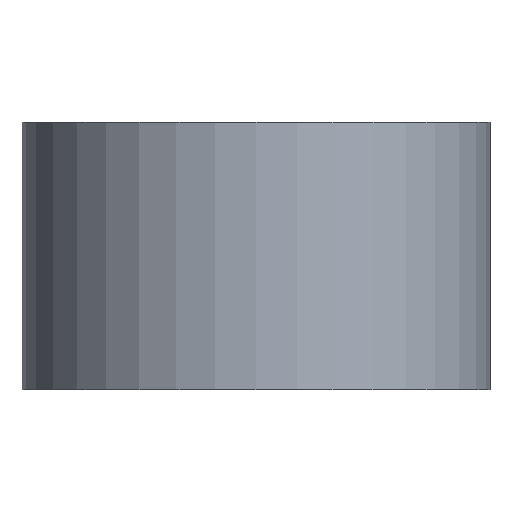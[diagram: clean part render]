
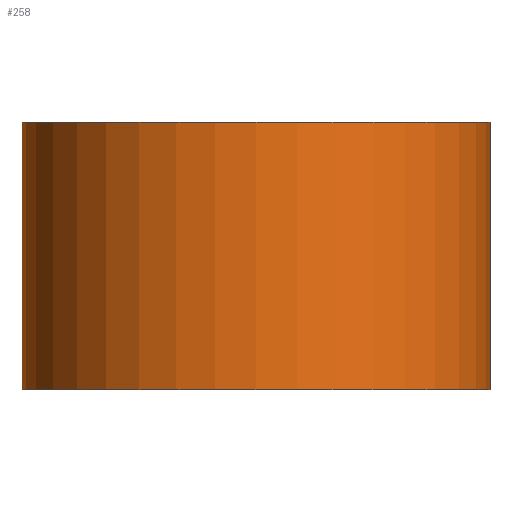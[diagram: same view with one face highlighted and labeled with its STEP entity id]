
A CAD part, front view. The second image highlights one B-rep face of the part: STEP entity #258.
In plain terms, the highlighted cylindrical face has radius 9.23 mm (diameter 18.46 mm), a full revolution.
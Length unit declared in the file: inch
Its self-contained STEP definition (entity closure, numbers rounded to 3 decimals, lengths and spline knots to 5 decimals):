
#15=CYLINDRICAL_SURFACE('',#288,0.36339);
#18=CIRCLE('',#286,0.36339);
#19=CIRCLE('',#289,0.36339);
#31=FACE_OUTER_BOUND('',#47,.T.);
#47=EDGE_LOOP('',(#214,#215,#216,#217));
#79=LINE('',#421,#110);
#110=VECTOR('',#350,0.36339);
#130=VERTEX_POINT('',#412);
#132=VERTEX_POINT('',#419);
#159=EDGE_CURVE('',#130,#130,#18,.T.);
#162=EDGE_CURVE('',#132,#132,#19,.T.);
#163=EDGE_CURVE('',#132,#130,#79,.T.);
#214=ORIENTED_EDGE('',*,*,#162,.F.);
#215=ORIENTED_EDGE('',*,*,#163,.T.);
#216=ORIENTED_EDGE('',*,*,#159,.F.);
#217=ORIENTED_EDGE('',*,*,#163,.F.);
#258=ADVANCED_FACE('',(#31),#15,.T.);
#286=AXIS2_PLACEMENT_3D('',#413,#340,#341);
#288=AXIS2_PLACEMENT_3D('',#418,#346,#347);
#289=AXIS2_PLACEMENT_3D('',#420,#348,#349);
#340=DIRECTION('center_axis',(0.,0.,-1.));
#341=DIRECTION('ref_axis',(1.,0.,0.));
#346=DIRECTION('center_axis',(0.,0.,1.));
#347=DIRECTION('ref_axis',(1.,0.,0.));
#348=DIRECTION('center_axis',(0.,0.,1.));
#349=DIRECTION('ref_axis',(1.,0.,0.));
#350=DIRECTION('',(0.,0.,-1.));
#412=CARTESIAN_POINT('',(4.52238,4.88576,-0.70079));
#413=CARTESIAN_POINT('Origin',(4.88576,4.88576,-0.70079));
#418=CARTESIAN_POINT('Origin',(4.88576,4.88576,-0.70079));
#419=CARTESIAN_POINT('',(4.52238,4.88576,-0.28543));
#420=CARTESIAN_POINT('Origin',(4.88576,4.88576,-0.28543));
#421=CARTESIAN_POINT('',(4.52238,4.88576,-0.70079));
